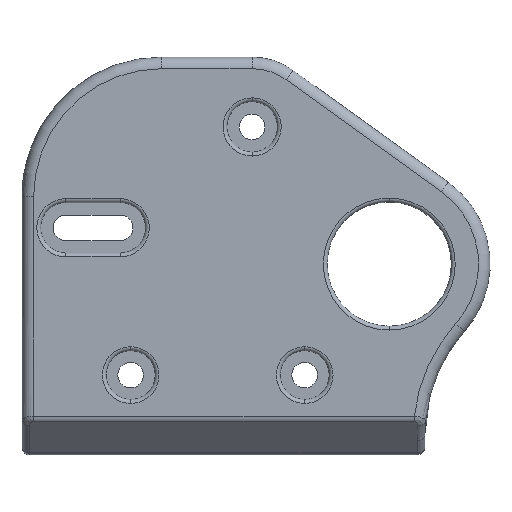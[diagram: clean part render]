
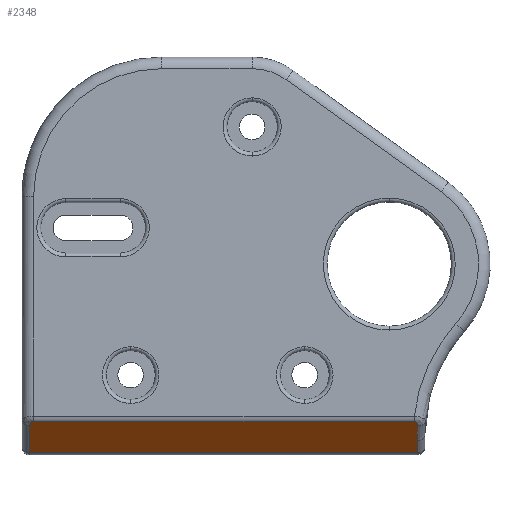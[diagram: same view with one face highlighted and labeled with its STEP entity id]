
A CAD part, front view. The second image highlights one B-rep face of the part: STEP entity #2348.
In plain terms, the highlighted planar face has unit normal (0, -0.707, -0.707).
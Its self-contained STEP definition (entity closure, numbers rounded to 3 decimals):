
#75 = CARTESIAN_POINT ( 'NONE',  ( 0., -17.207, -2.793 ) ) ;
#99 = CARTESIAN_POINT ( 'NONE',  ( -112.928, -17.207, -2.793 ) ) ;
#219 = EDGE_CURVE ( 'NONE', #1089, #1223, #1441, .T. ) ;
#231 = CARTESIAN_POINT ( 'NONE',  ( -63.8, -17.207, -2.793 ) ) ;
#282 = ORIENTED_EDGE ( 'NONE', *, *, #219, .T. ) ;
#283 = EDGE_CURVE ( 'NONE', #750, #1290, #2260, .T. ) ;
#287 = LINE ( 'NONE', #527, #440 ) ;
#293 = CARTESIAN_POINT ( 'NONE',  ( -63.427, -16.707, -3.293 ) ) ;
#440 = VECTOR ( 'NONE', #1006, 1000. ) ;
#479 = DIRECTION ( 'NONE',  ( 1., 0., 0. ) ) ;
#527 = CARTESIAN_POINT ( 'NONE',  ( -114.191, -13.207, -6.793 ) ) ;
#540 = CARTESIAN_POINT ( 'NONE',  ( -63.487, -16.066, -3.934 ) ) ;
#584 = ORIENTED_EDGE ( 'NONE', *, *, #1677, .T. ) ;
#646 = LINE ( 'NONE', #709, #1825 ) ;
#661 = FACE_OUTER_BOUND ( 'NONE', #1395, .T. ) ;
#692 = ORIENTED_EDGE ( 'NONE', *, *, #1452, .T. ) ;
#709 = CARTESIAN_POINT ( 'NONE',  ( -113.428, -12., -8. ) ) ;
#738 = EDGE_CURVE ( 'NONE', #750, #1365, #1236, .T. ) ;
#750 = VERTEX_POINT ( 'NONE', #779 ) ;
#761 = CARTESIAN_POINT ( 'NONE',  ( -63.723, -17.188, -2.812 ) ) ;
#773 =( BOUNDED_CURVE ( )  B_SPLINE_CURVE ( 3, ( #1429, #2189, #2632, #2888 ),
 .UNSPECIFIED., .F., .T. ) 
 B_SPLINE_CURVE_WITH_KNOTS ( ( 4, 4 ),
 ( 4.712, 6.283 ),
 .UNSPECIFIED. ) 
 CURVE ( )  GEOMETRIC_REPRESENTATION_ITEM ( )  RATIONAL_B_SPLINE_CURVE ( ( 1., 0.805, 0.805, 1. ) ) 
 REPRESENTATION_ITEM ( '' )  );
#779 = CARTESIAN_POINT ( 'NONE',  ( -63.879, -17.207, -2.793 ) ) ;
#822 = CARTESIAN_POINT ( 'NONE',  ( -63.516, -14.778, -5.222 ) ) ;
#875 = VECTOR ( 'NONE', #971, 1000. ) ;
#897 = ORIENTED_EDGE ( 'NONE', *, *, #2072, .F. ) ;
#940 = CARTESIAN_POINT ( 'NONE',  ( -63.516, -17.5, -2.5 ) ) ;
#971 = DIRECTION ( 'NONE',  ( 0., -0.707, 0.707 ) ) ;
#1006 = DIRECTION ( 'NONE',  ( 1., 0., 0. ) ) ;
#1029 = DIRECTION ( 'NONE',  ( -1., 0., 0. ) ) ;
#1089 = VERTEX_POINT ( 'NONE', #1254 ) ;
#1203 = DIRECTION ( 'NONE',  ( 0., 0.707, -0.707 ) ) ;
#1223 = VERTEX_POINT ( 'NONE', #822 ) ;
#1236 = B_SPLINE_CURVE_WITH_KNOTS ( 'NONE', 3,
 ( #2544, #231, #761, #1754, #2765, #2017, #3034, #293 ),
 .UNSPECIFIED., .F., .F.,
 ( 4, 2, 2, 4 ),
 ( 0., 0., 0., 0.001 ),
 .UNSPECIFIED. ) ;
#1254 = CARTESIAN_POINT ( 'NONE',  ( -63.516, -13.207, -6.793 ) ) ;
#1264 = VERTEX_POINT ( 'NONE', #3115 ) ;
#1290 = VERTEX_POINT ( 'NONE', #99 ) ;
#1365 = VERTEX_POINT ( 'NONE', #2503 ) ;
#1395 = EDGE_LOOP ( 'NONE', ( #584, #3078, #282, #692, #1476, #2476, #897 ) ) ;
#1429 = CARTESIAN_POINT ( 'NONE',  ( -113.428, -16.707, -3.293 ) ) ;
#1441 = LINE ( 'NONE', #940, #875 ) ;
#1452 = EDGE_CURVE ( 'NONE', #1223, #1365, #2021, .T. ) ;
#1476 = ORIENTED_EDGE ( 'NONE', *, *, #738, .F. ) ;
#1531 = CARTESIAN_POINT ( 'NONE',  ( -63.427, -16.707, -3.293 ) ) ;
#1541 = AXIS2_PLACEMENT_3D ( 'NONE', #1918, #2934, #479 ) ;
#1546 = CARTESIAN_POINT ( 'NONE',  ( -63.516, -15.422, -4.578 ) ) ;
#1650 = CARTESIAN_POINT ( 'NONE',  ( -113.428, -16.707, -3.293 ) ) ;
#1677 = EDGE_CURVE ( 'NONE', #2000, #1264, #646, .T. ) ;
#1754 = CARTESIAN_POINT ( 'NONE',  ( -63.597, -17.122, -2.878 ) ) ;
#1825 = VECTOR ( 'NONE', #1203, 1000. ) ;
#1918 = CARTESIAN_POINT ( 'NONE',  ( 0., -17.5, -2.5 ) ) ;
#2000 = VERTEX_POINT ( 'NONE', #1650 ) ;
#2017 = CARTESIAN_POINT ( 'NONE',  ( -63.441, -16.93, -3.07 ) ) ;
#2021 =( BOUNDED_CURVE ( )  B_SPLINE_CURVE ( 3, ( #2262, #1546, #540, #1531 ),
 .UNSPECIFIED., .F., .T. ) 
 B_SPLINE_CURVE_WITH_KNOTS ( ( 4, 4 ),
 ( 4.712, 4.804 ),
 .UNSPECIFIED. ) 
 CURVE ( )  GEOMETRIC_REPRESENTATION_ITEM ( )  RATIONAL_B_SPLINE_CURVE ( ( 1., 0.999, 0.999, 1. ) ) 
 REPRESENTATION_ITEM ( '' )  );
#2072 = EDGE_CURVE ( 'NONE', #2000, #1290, #773, .T. ) ;
#2189 = CARTESIAN_POINT ( 'NONE',  ( -113.428, -17., -3. ) ) ;
#2260 = LINE ( 'NONE', #75, #2395 ) ;
#2262 = CARTESIAN_POINT ( 'NONE',  ( -63.516, -14.778, -5.222 ) ) ;
#2348 = ADVANCED_FACE ( 'NONE', ( #661 ), #3186, .F. ) ;
#2395 = VECTOR ( 'NONE', #1029, 1000. ) ;
#2476 = ORIENTED_EDGE ( 'NONE', *, *, #283, .T. ) ;
#2503 = CARTESIAN_POINT ( 'NONE',  ( -63.427, -16.707, -3.293 ) ) ;
#2544 = CARTESIAN_POINT ( 'NONE',  ( -63.879, -17.207, -2.793 ) ) ;
#2632 = CARTESIAN_POINT ( 'NONE',  ( -113.221, -17.207, -2.793 ) ) ;
#2765 = CARTESIAN_POINT ( 'NONE',  ( -63.548, -17.077, -2.923 ) ) ;
#2888 = CARTESIAN_POINT ( 'NONE',  ( -112.928, -17.207, -2.793 ) ) ;
#2934 = DIRECTION ( 'NONE',  ( 0., 0.707, 0.707 ) ) ;
#3034 = CARTESIAN_POINT ( 'NONE',  ( -63.417, -16.818, -3.182 ) ) ;
#3078 = ORIENTED_EDGE ( 'NONE', *, *, #3180, .T. ) ;
#3115 = CARTESIAN_POINT ( 'NONE',  ( -113.428, -13.207, -6.793 ) ) ;
#3180 = EDGE_CURVE ( 'NONE', #1264, #1089, #287, .T. ) ;
#3186 = PLANE ( 'NONE',  #1541 ) ;
